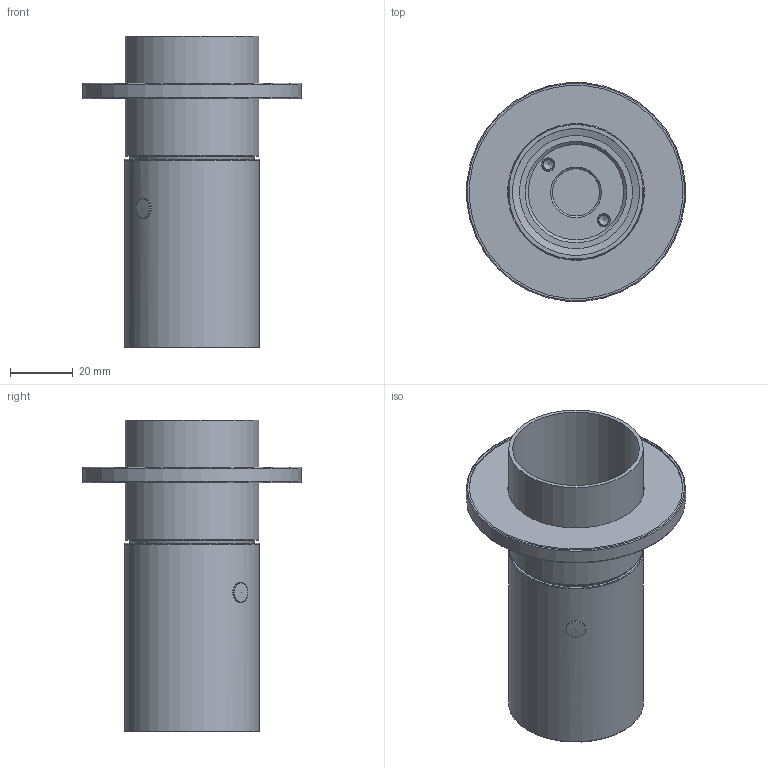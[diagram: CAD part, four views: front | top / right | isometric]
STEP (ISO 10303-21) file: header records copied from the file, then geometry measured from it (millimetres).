
FILE_DESCRIPTION(/* description */ ('Unknown'),/* implementation_level */ '2;1');
FILE_NAME(/* name */ 'GT111-00',/* time_stamp */ '2026-01-21T14:43:22+01:00',/* author */ ('Unknown'),/* organization */ ('Unknown'),/* preprocessor_version */ 'ST-DEVELOPER v20',/* originating_system */ 'Solid Edge',/* authorisation */ 'Unknown');
FILE_SCHEMA (('AUTOMOTIVE_DESIGN {1 0 10303 214 3 1 1}'));
Length unit declared in the file: millimetre
Products named in the file (7): GT111EXT-00; GT111-001_oa_0; GT111-01; GT003-08; AR031FL70-00_oa_1; AR031-07 rel1; AR131-01
Assembly tree (6 placements, depth 3):
  GT111EXT-00
    GT111-001_oa_0
      GT111-01
      GT003-08
    AR031FL70-00_oa_1
      AR031-07 rel1
    AR131-01
Bounding box: 69.58 x 69.58 x 99.3 mm (x, y, z)
Volume: 49375.9 mm3; surface area: 37747.1 mm2
Topology: 4 solids, 4 shells, 158 faces, 369 edges, 227 vertices
Faces by surface type: cylinder 48, torus 33, plane 31, bspline 29, cone 14, sphere 3
Full cylindrical faces by diameter (mm): 1.8 x1, 3.242 x2, 5 x1, 6.3 x1, 15 x1, 30.376 x2, 36 x1, 37 x1, 40 x1, 40.4 x1, 42.8 x1, 43.5 x2, 47.6 x1, 68 x1, 69.8 x1
Entity records: 12623 total; most frequent: CARTESIAN_POINT 8785, DIRECTION 664, ORIENTED_EDGE 622, EDGE_CURVE 311, AXIS2_PLACEMENT_3D 305, FACE_BOUND 211, EDGE_LOOP 209, VERTEX_POINT 208
